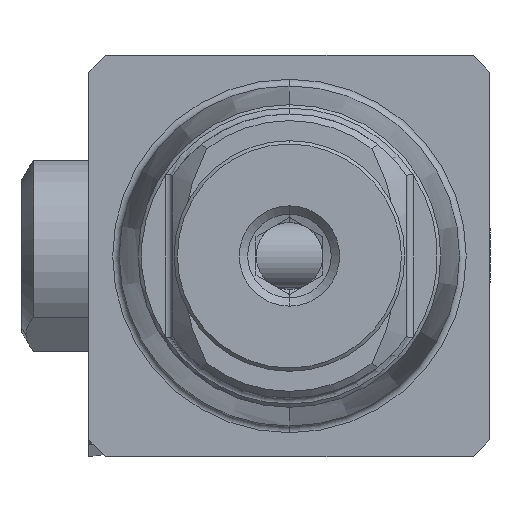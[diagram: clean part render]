
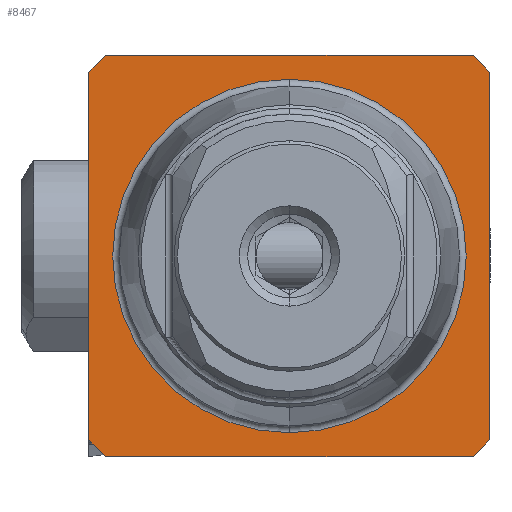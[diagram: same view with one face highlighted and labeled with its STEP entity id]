
A CAD part, left-side view. The second image highlights one B-rep face of the part: STEP entity #8467.
In plain terms, the highlighted planar face has unit normal (-1, 0, 0).
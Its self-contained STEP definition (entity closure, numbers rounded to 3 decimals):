
#80 = CARTESIAN_POINT ( 'NONE',  ( 0., 0., 0. ) ) ;
#119 = VECTOR ( 'NONE', #8052, 1000. ) ;
#130 = CARTESIAN_POINT ( 'NONE',  ( 0., 6., 0. ) ) ;
#171 = CARTESIAN_POINT ( 'NONE',  ( 0., 5.288, -6. ) ) ;
#317 = EDGE_LOOP ( 'NONE', ( #1290, #7438, #829, #5180, #3887, #1437, #1038, #5540 ) ) ;
#319 = CARTESIAN_POINT ( 'NONE',  ( 0., 5.5, 6. ) ) ;
#331 = CARTESIAN_POINT ( 'NONE',  ( 0., -6., 0. ) ) ;
#340 = EDGE_CURVE ( 'NONE', #3140, #501, #7318, .T. ) ;
#422 = DIRECTION ( 'NONE',  ( 1., 0., 0. ) ) ;
#501 = VERTEX_POINT ( 'NONE', #7055 ) ;
#741 = DIRECTION ( 'NONE',  ( 0., 0., -1. ) ) ;
#829 = ORIENTED_EDGE ( 'NONE', *, *, #7802, .F. ) ;
#921 = DIRECTION ( 'NONE',  ( 0., 0.707, -0.707 ) ) ;
#989 = PLANE ( 'NONE',  #6286 ) ;
#1038 = ORIENTED_EDGE ( 'NONE', *, *, #2494, .F. ) ;
#1204 = VERTEX_POINT ( 'NONE', #3237 ) ;
#1290 = ORIENTED_EDGE ( 'NONE', *, *, #340, .T. ) ;
#1437 = ORIENTED_EDGE ( 'NONE', *, *, #5459, .T. ) ;
#1677 = FACE_BOUND ( 'NONE', #3170, .T. ) ;
#1829 = LINE ( 'NONE', #3655, #4793 ) ;
#2171 = DIRECTION ( 'NONE',  ( 0., 1., 0. ) ) ;
#2292 = EDGE_CURVE ( 'NONE', #501, #3801, #5914, .T. ) ;
#2321 = VECTOR ( 'NONE', #7166, 1000. ) ;
#2494 = EDGE_CURVE ( 'NONE', #7722, #3147, #5555, .T. ) ;
#2595 = DIRECTION ( 'NONE',  ( -1., 0., 0. ) ) ;
#2830 = DIRECTION ( 'NONE',  ( -1., 0., 0. ) ) ;
#2845 = DIRECTION ( 'NONE',  ( 0., 0., -1. ) ) ;
#2941 = EDGE_CURVE ( 'NONE', #7722, #3140, #6236, .T. ) ;
#2946 = CARTESIAN_POINT ( 'NONE',  ( 0., 5.288, 0. ) ) ;
#3027 = FACE_OUTER_BOUND ( 'NONE', #317, .T. ) ;
#3063 = CARTESIAN_POINT ( 'NONE',  ( 0., 5.288, 6. ) ) ;
#3140 = VERTEX_POINT ( 'NONE', #8063 ) ;
#3147 = VERTEX_POINT ( 'NONE', #6921 ) ;
#3165 = VECTOR ( 'NONE', #2845, 1000. ) ;
#3170 = EDGE_LOOP ( 'NONE', ( #8114, #4378 ) ) ;
#3237 = CARTESIAN_POINT ( 'NONE',  ( 0., -6., -5.5 ) ) ;
#3378 = EDGE_CURVE ( 'NONE', #4888, #1204, #1829, .T. ) ;
#3490 = VERTEX_POINT ( 'NONE', #8481 ) ;
#3643 = CARTESIAN_POINT ( 'NONE',  ( 0., 5.5, -6. ) ) ;
#3655 = CARTESIAN_POINT ( 'NONE',  ( 0., -6., -5.5 ) ) ;
#3684 = CARTESIAN_POINT ( 'NONE',  ( 0., 0., -5.288 ) ) ;
#3758 = VERTEX_POINT ( 'NONE', #3684 ) ;
#3801 = VERTEX_POINT ( 'NONE', #3643 ) ;
#3831 = CARTESIAN_POINT ( 'NONE',  ( 0., 5.5, 6. ) ) ;
#3887 = ORIENTED_EDGE ( 'NONE', *, *, #6612, .F. ) ;
#4046 = LINE ( 'NONE', #8528, #119 ) ;
#4154 = VERTEX_POINT ( 'NONE', #6987 ) ;
#4373 = VECTOR ( 'NONE', #6943, 1000. ) ;
#4378 = ORIENTED_EDGE ( 'NONE', *, *, #4768, .F. ) ;
#4390 = DIRECTION ( 'NONE',  ( 0., 0., -1. ) ) ;
#4515 = CARTESIAN_POINT ( 'NONE',  ( 0., 6., -5.5 ) ) ;
#4768 = EDGE_CURVE ( 'NONE', #3758, #3490, #8504, .T. ) ;
#4793 = VECTOR ( 'NONE', #7624, 1000. ) ;
#4848 = CIRCLE ( 'NONE', #5965, 5.288 ) ;
#4888 = VERTEX_POINT ( 'NONE', #7523 ) ;
#4974 = EDGE_CURVE ( 'NONE', #3490, #3758, #4848, .T. ) ;
#5019 = DIRECTION ( 'NONE',  ( 0., 0., 1. ) ) ;
#5180 = ORIENTED_EDGE ( 'NONE', *, *, #3378, .T. ) ;
#5312 = DIRECTION ( 'NONE',  ( 0., 0., 1. ) ) ;
#5459 = EDGE_CURVE ( 'NONE', #4154, #3147, #4046, .T. ) ;
#5538 = VECTOR ( 'NONE', #741, 1000. ) ;
#5540 = ORIENTED_EDGE ( 'NONE', *, *, #2941, .T. ) ;
#5555 = LINE ( 'NONE', #3063, #4373 ) ;
#5914 = LINE ( 'NONE', #4515, #2321 ) ;
#5965 = AXIS2_PLACEMENT_3D ( 'NONE', #6306, #2830, #5019 ) ;
#6236 = LINE ( 'NONE', #319, #7028 ) ;
#6286 = AXIS2_PLACEMENT_3D ( 'NONE', #2946, #422, #4390 ) ;
#6306 = CARTESIAN_POINT ( 'NONE',  ( 0., 0., 0. ) ) ;
#6612 = EDGE_CURVE ( 'NONE', #4154, #1204, #7602, .T. ) ;
#6921 = CARTESIAN_POINT ( 'NONE',  ( 0., -5.5, 6. ) ) ;
#6943 = DIRECTION ( 'NONE',  ( 0., -1., 0. ) ) ;
#6987 = CARTESIAN_POINT ( 'NONE',  ( 0., -6., 5.5 ) ) ;
#7028 = VECTOR ( 'NONE', #921, 1000. ) ;
#7055 = CARTESIAN_POINT ( 'NONE',  ( 0., 6., -5.5 ) ) ;
#7123 = AXIS2_PLACEMENT_3D ( 'NONE', #80, #2595, #5312 ) ;
#7166 = DIRECTION ( 'NONE',  ( 0., -0.707, -0.707 ) ) ;
#7318 = LINE ( 'NONE', #130, #5538 ) ;
#7438 = ORIENTED_EDGE ( 'NONE', *, *, #2292, .T. ) ;
#7507 = VECTOR ( 'NONE', #2171, 1000. ) ;
#7523 = CARTESIAN_POINT ( 'NONE',  ( 0., -5.5, -6. ) ) ;
#7602 = LINE ( 'NONE', #331, #3165 ) ;
#7624 = DIRECTION ( 'NONE',  ( 0., -0.707, 0.707 ) ) ;
#7722 = VERTEX_POINT ( 'NONE', #3831 ) ;
#7802 = EDGE_CURVE ( 'NONE', #4888, #3801, #8138, .T. ) ;
#8052 = DIRECTION ( 'NONE',  ( 0., 0.707, 0.707 ) ) ;
#8063 = CARTESIAN_POINT ( 'NONE',  ( 0., 6., 5.5 ) ) ;
#8114 = ORIENTED_EDGE ( 'NONE', *, *, #4974, .F. ) ;
#8138 = LINE ( 'NONE', #171, #7507 ) ;
#8467 = ADVANCED_FACE ( 'NONE', ( #1677, #3027 ), #989, .F. ) ;
#8481 = CARTESIAN_POINT ( 'NONE',  ( 0., 0., 5.288 ) ) ;
#8504 = CIRCLE ( 'NONE', #7123, 5.288 ) ;
#8528 = CARTESIAN_POINT ( 'NONE',  ( 0., -5.5, 6. ) ) ;
